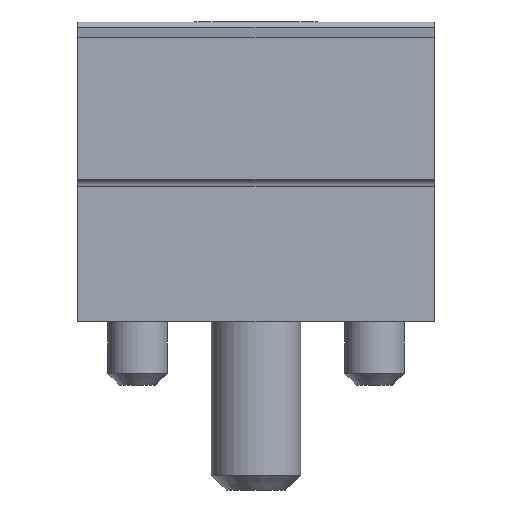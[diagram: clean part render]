
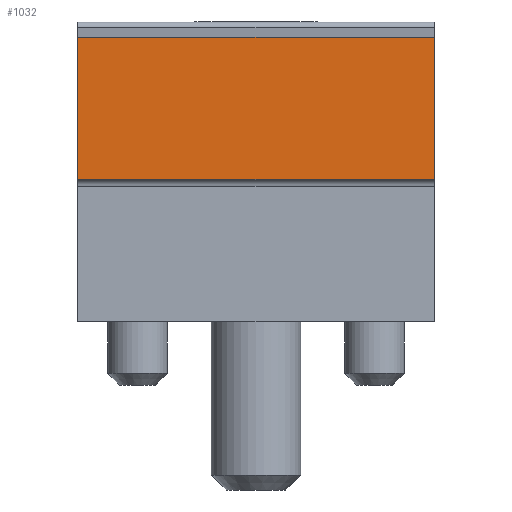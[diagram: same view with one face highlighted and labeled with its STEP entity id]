
A CAD part, front view. The second image highlights one B-rep face of the part: STEP entity #1032.
In plain terms, the highlighted planar face has unit normal (0, -1, 0).
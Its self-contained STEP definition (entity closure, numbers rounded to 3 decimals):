
#94 = EDGE_CURVE ( 'NONE', #2404, #3140, #3097, .T. ) ;
#149 = VERTEX_POINT ( 'NONE', #4005 ) ;
#210 = AXIS2_PLACEMENT_3D ( 'NONE', #3195, #2265, #385 ) ;
#385 = DIRECTION ( 'NONE',  ( -1., 0., 0. ) ) ;
#545 = DIRECTION ( 'NONE',  ( 0., 0., -1. ) ) ;
#636 = EDGE_LOOP ( 'NONE', ( #1729, #1553, #2955, #906 ) ) ;
#728 = CARTESIAN_POINT ( 'NONE',  ( 11.938, -19.05, 19.05 ) ) ;
#772 = FACE_OUTER_BOUND ( 'NONE', #636, .T. ) ;
#779 = CARTESIAN_POINT ( 'NONE',  ( -11.938, -19.05, 9.525 ) ) ;
#802 = LINE ( 'NONE', #2484, #4043 ) ;
#853 = DIRECTION ( 'NONE',  ( -1., 0., 0. ) ) ;
#906 = ORIENTED_EDGE ( 'NONE', *, *, #2860, .T. ) ;
#1032 = ADVANCED_FACE ( 'NONE', ( #772 ), #1940, .F. ) ;
#1413 = EDGE_CURVE ( 'NONE', #1617, #2404, #1490, .T. ) ;
#1490 = LINE ( 'NONE', #3646, #1884 ) ;
#1547 = DIRECTION ( 'NONE',  ( -1., 0., 0. ) ) ;
#1553 = ORIENTED_EDGE ( 'NONE', *, *, #94, .F. ) ;
#1617 = VERTEX_POINT ( 'NONE', #728 ) ;
#1729 = ORIENTED_EDGE ( 'NONE', *, *, #3558, .T. ) ;
#1776 = CARTESIAN_POINT ( 'NONE',  ( 11.938, -19.05, 9.525 ) ) ;
#1794 = VECTOR ( 'NONE', #853, 1000. ) ;
#1884 = VECTOR ( 'NONE', #545, 1000. ) ;
#1940 = PLANE ( 'NONE',  #210 ) ;
#2050 = LINE ( 'NONE', #779, #2814 ) ;
#2144 = CARTESIAN_POINT ( 'NONE',  ( -11.938, -19.05, 9.525 ) ) ;
#2265 = DIRECTION ( 'NONE',  ( 0., 1., 0. ) ) ;
#2404 = VERTEX_POINT ( 'NONE', #2584 ) ;
#2484 = CARTESIAN_POINT ( 'NONE',  ( 11.938, -19.05, 19.05 ) ) ;
#2584 = CARTESIAN_POINT ( 'NONE',  ( 11.938, -19.05, 9.525 ) ) ;
#2814 = VECTOR ( 'NONE', #3009, 1000. ) ;
#2860 = EDGE_CURVE ( 'NONE', #1617, #149, #802, .T. ) ;
#2955 = ORIENTED_EDGE ( 'NONE', *, *, #1413, .F. ) ;
#3009 = DIRECTION ( 'NONE',  ( 0., 0., -1. ) ) ;
#3097 = LINE ( 'NONE', #1776, #1794 ) ;
#3140 = VERTEX_POINT ( 'NONE', #2144 ) ;
#3195 = CARTESIAN_POINT ( 'NONE',  ( 11.938, -19.05, 9.525 ) ) ;
#3558 = EDGE_CURVE ( 'NONE', #149, #3140, #2050, .T. ) ;
#3646 = CARTESIAN_POINT ( 'NONE',  ( 11.938, -19.05, 9.525 ) ) ;
#4005 = CARTESIAN_POINT ( 'NONE',  ( -11.938, -19.05, 19.05 ) ) ;
#4043 = VECTOR ( 'NONE', #1547, 1000. ) ;
